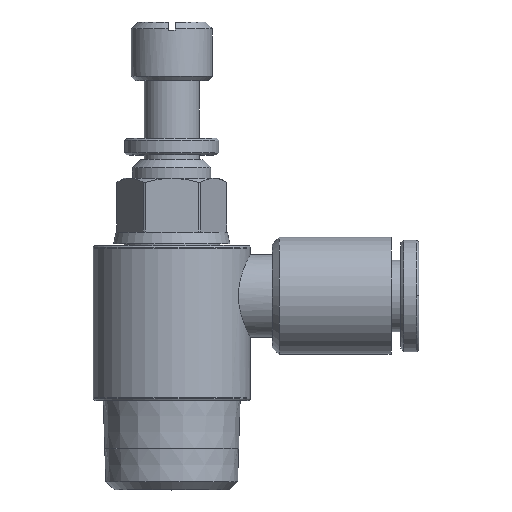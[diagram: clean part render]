
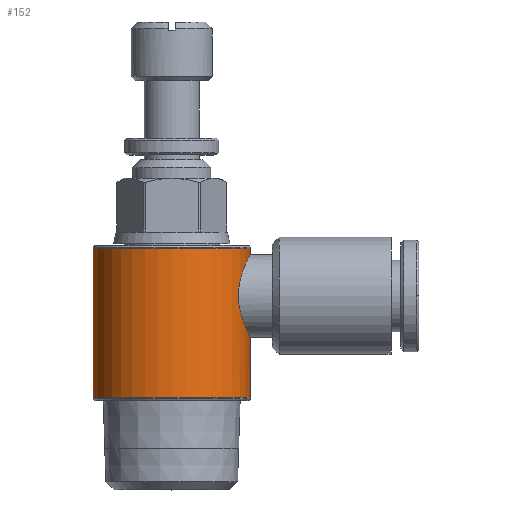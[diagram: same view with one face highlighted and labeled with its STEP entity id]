
A CAD part, top view. The second image highlights one B-rep face of the part: STEP entity #152.
In plain terms, the highlighted cylindrical face has radius 5.7 mm (diameter 11.4 mm), a partial arc.
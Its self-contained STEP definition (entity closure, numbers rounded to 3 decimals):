
#152=ADVANCED_FACE('',(#382),#383,.T.);
#382=FACE_OUTER_BOUND('',#612,.T.);
#383=CYLINDRICAL_SURFACE('',#613,5.7);
#612=EDGE_LOOP('',(#1416,#1417,#1418,#1419,#1420,#1421));
#613=AXIS2_PLACEMENT_3D('',#1422,#1423,#1424);
#1416=ORIENTED_EDGE('',*,*,#1437,.T.);
#1417=ORIENTED_EDGE('',*,*,#1526,.T.);
#1418=ORIENTED_EDGE('',*,*,#1440,.T.);
#1419=ORIENTED_EDGE('',*,*,#1431,.T.);
#1420=ORIENTED_EDGE('',*,*,#1439,.T.);
#1421=ORIENTED_EDGE('',*,*,#1669,.T.);
#1422=CARTESIAN_POINT('',(0.0,5.625,0.0));
#1423=DIRECTION('',(-0.0,1.0,0.0));
#1424=DIRECTION('',(1.0,0.0,0.0));
#1431=EDGE_CURVE('',#1683,#1681,#1684,.T.);
#1437=EDGE_CURVE('',#1690,#1691,#1692,.T.);
#1439=EDGE_CURVE('',#1681,#1693,#1695,.T.);
#1440=EDGE_CURVE('',#1696,#1683,#1697,.T.);
#1526=EDGE_CURVE('',#1691,#1696,#1857,.T.);
#1669=EDGE_CURVE('',#1693,#1690,#2068,.T.);
#1681=VERTEX_POINT('',#2080);
#1683=VERTEX_POINT('',#2082);
#1684=CIRCLE('',#2083,5.7);
#1690=VERTEX_POINT('',#2089);
#1691=VERTEX_POINT('',#2090);
#1692=LINE('',#2091,#2092);
#1693=VERTEX_POINT('',#2093);
#1695=LINE('',#2095,#2096);
#1696=VERTEX_POINT('',#2097);
#1697=LINE('',#2098,#2099);
#1857=B_SPLINE_CURVE_WITH_KNOTS('',3,(#2360,#2361,#2362,#2363,#2364,#2365,#2366,#2367,#2368,#2369,#2370,#2371,#2372,#2373,#2374,#2375,#2376,#2377,#2378,#2379,#2380,#2381,#2382,#2383,#2384,#2385,#2386,#2387,#2388,#2389,#2390,#2391,#2392,#2393),.UNSPECIFIED.,.F.,.F.,(4,2,2,2,2,2,2,2,2,2,2,2,2,2,2,2,4),(4.624,5.201,5.779,6.356,6.933,7.512,8.091,8.67,9.249,9.828,10.407,10.986,11.565,12.142,12.719,13.296,13.873),.UNSPECIFIED.);
#2068=CIRCLE('',#2841,5.7);
#2080=CARTESIAN_POINT('',(-5.7,11.061,0.));
#2082=CARTESIAN_POINT('',(5.7,11.061,0.));
#2083=AXIS2_PLACEMENT_3D('',#2860,#2861,#2862);
#2089=CARTESIAN_POINT('',(5.7,0.189,0.));
#2090=CARTESIAN_POINT('',(5.7,4.6,0.));
#2091=CARTESIAN_POINT('',(5.7,5.625,0.));
#2092=VECTOR('',#2878,1.0);
#2093=CARTESIAN_POINT('',(-5.7,0.189,0.));
#2095=CARTESIAN_POINT('',(-5.7,5.625,0.));
#2096=VECTOR('',#2882,1.0);
#2097=CARTESIAN_POINT('',(5.7,10.6,0.));
#2098=CARTESIAN_POINT('',(5.7,5.625,0.));
#2099=VECTOR('',#2883,1.0);
#2360=CARTESIAN_POINT('',(5.7,4.6,0.));
#2361=CARTESIAN_POINT('',(5.7,4.6,0.192));
#2362=CARTESIAN_POINT('',(5.69,4.619,0.39));
#2363=CARTESIAN_POINT('',(5.65,4.697,0.781));
#2364=CARTESIAN_POINT('',(5.619,4.756,0.974));
#2365=CARTESIAN_POINT('',(5.543,4.91,1.343));
#2366=CARTESIAN_POINT('',(5.497,5.005,1.519));
#2367=CARTESIAN_POINT('',(5.397,5.224,1.842));
#2368=CARTESIAN_POINT('',(5.343,5.348,1.99));
#2369=CARTESIAN_POINT('',(5.238,5.61,2.253));
#2370=CARTESIAN_POINT('',(5.183,5.758,2.376));
#2371=CARTESIAN_POINT('',(5.077,6.082,2.595));
#2372=CARTESIAN_POINT('',(5.026,6.257,2.69));
#2373=CARTESIAN_POINT('',(4.94,6.625,2.844));
#2374=CARTESIAN_POINT('',(4.905,6.818,2.903));
#2375=CARTESIAN_POINT('',(4.859,7.209,2.981));
#2376=CARTESIAN_POINT('',(4.847,7.407,3.0));
#2377=CARTESIAN_POINT('',(4.847,7.793,3.0));
#2378=CARTESIAN_POINT('',(4.859,7.991,2.981));
#2379=CARTESIAN_POINT('',(4.905,8.382,2.903));
#2380=CARTESIAN_POINT('',(4.94,8.575,2.844));
#2381=CARTESIAN_POINT('',(5.026,8.943,2.69));
#2382=CARTESIAN_POINT('',(5.077,9.118,2.595));
#2383=CARTESIAN_POINT('',(5.183,9.442,2.376));
#2384=CARTESIAN_POINT('',(5.238,9.59,2.253));
#2385=CARTESIAN_POINT('',(5.343,9.852,1.99));
#2386=CARTESIAN_POINT('',(5.397,9.976,1.842));
#2387=CARTESIAN_POINT('',(5.497,10.195,1.519));
#2388=CARTESIAN_POINT('',(5.543,10.29,1.343));
#2389=CARTESIAN_POINT('',(5.619,10.444,0.974));
#2390=CARTESIAN_POINT('',(5.65,10.503,0.781));
#2391=CARTESIAN_POINT('',(5.69,10.581,0.39));
#2392=CARTESIAN_POINT('',(5.7,10.6,0.192));
#2393=CARTESIAN_POINT('',(5.7,10.6,0.));
#2841=AXIS2_PLACEMENT_3D('',#3337,#3338,#3339);
#2860=CARTESIAN_POINT('',(0.0,11.061,0.0));
#2861=DIRECTION('',(0.0,-1.0,0.0));
#2862=DIRECTION('',(1.0,0.0,0.0));
#2878=DIRECTION('',(0.0,1.0,0.0));
#2882=DIRECTION('',(-0.0,-1.0,-0.0));
#2883=DIRECTION('',(0.0,1.0,0.0));
#3337=CARTESIAN_POINT('',(0.0,0.189,0.0));
#3338=DIRECTION('',(-0.0,1.0,0.0));
#3339=DIRECTION('',(1.0,0.0,0.0));
